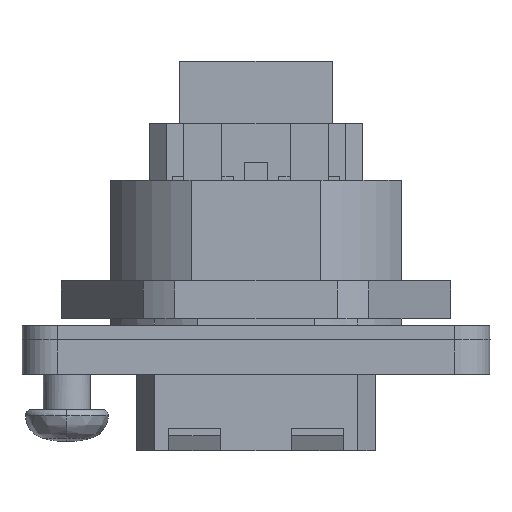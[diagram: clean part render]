
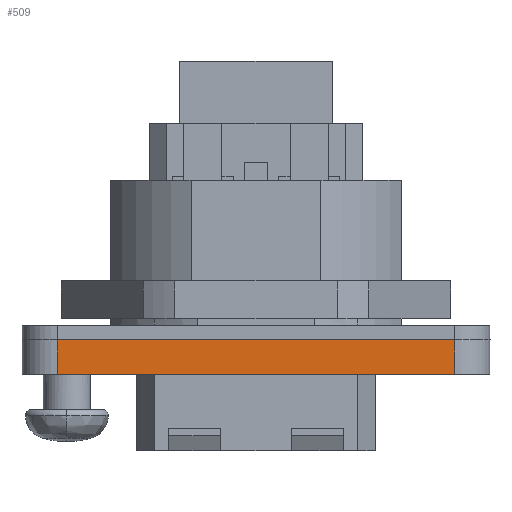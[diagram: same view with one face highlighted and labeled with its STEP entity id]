
A CAD part, front view. The second image highlights one B-rep face of the part: STEP entity #509.
In plain terms, the highlighted planar face has unit normal (0, -1, 0).
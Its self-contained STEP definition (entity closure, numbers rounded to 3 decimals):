
#496=AXIS2_PLACEMENT_3D('Plane Axis2P3D',#493,#494,#495) ;
#41=CARTESIAN_POINT('Vertex',(36.6,0.,6.5)) ;
#57=CARTESIAN_POINT('Vertex',(36.6,0.,9.4)) ;
#60=CARTESIAN_POINT('Line Origine',(36.6,0.,7.95)) ;
#77=CARTESIAN_POINT('Line Origine',(19.8,0.,6.5)) ;
#81=CARTESIAN_POINT('Vertex',(3.,0.,6.5)) ;
#268=CARTESIAN_POINT('Vertex',(3.,0.,9.4)) ;
#271=CARTESIAN_POINT('Line Origine',(19.8,0.,9.4)) ;
#493=CARTESIAN_POINT('Axis2P3D Location',(36.6,0.,9.4)) ;
#498=CARTESIAN_POINT('Line Origine',(3.,0.,7.95)) ;
#61=DIRECTION('Vector Direction',(0.,0.,1.)) ;
#78=DIRECTION('Vector Direction',(-1.,0.,0.)) ;
#272=DIRECTION('Vector Direction',(-1.,0.,0.)) ;
#494=DIRECTION('Axis2P3D Direction',(0.,-1.,-0.)) ;
#495=DIRECTION('Axis2P3D XDirection',(-1.,0.,0.)) ;
#499=DIRECTION('Vector Direction',(0.,0.,-1.)) ;
#62=VECTOR('Line Direction',#61,1.) ;
#79=VECTOR('Line Direction',#78,1.) ;
#273=VECTOR('Line Direction',#272,1.) ;
#500=VECTOR('Line Direction',#499,1.) ;
#504=ORIENTED_EDGE('',*,*,#83,.T.) ;
#505=ORIENTED_EDGE('',*,*,#64,.F.) ;
#506=ORIENTED_EDGE('',*,*,#275,.F.) ;
#507=ORIENTED_EDGE('',*,*,#502,.T.) ;
#509=ADVANCED_FACE('V1',(#508),#497,.T.) ;
#64=EDGE_CURVE('',#58,#42,#63,.F.) ;
#83=EDGE_CURVE('',#82,#42,#80,.F.) ;
#275=EDGE_CURVE('',#269,#58,#274,.F.) ;
#502=EDGE_CURVE('',#269,#82,#501,.T.) ;
#503=EDGE_LOOP('',(#504,#505,#506,#507)) ;
#508=FACE_OUTER_BOUND('',#503,.T.) ;
#63=LINE('Line',#60,#62) ;
#80=LINE('Line',#77,#79) ;
#274=LINE('Line',#271,#273) ;
#501=LINE('Line',#498,#500) ;
#497=PLANE('',#496) ;
#42=VERTEX_POINT('',#41) ;
#58=VERTEX_POINT('',#57) ;
#82=VERTEX_POINT('',#81) ;
#269=VERTEX_POINT('',#268) ;
